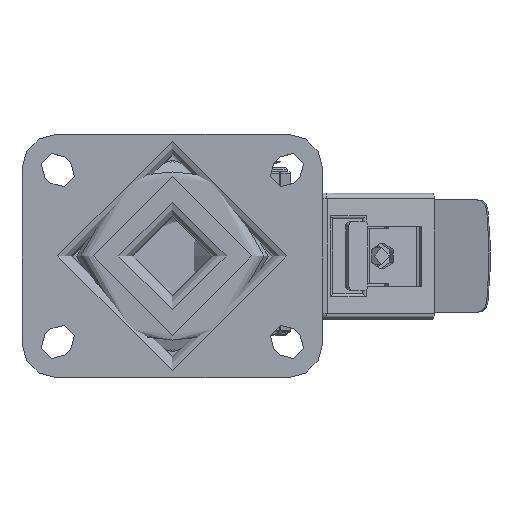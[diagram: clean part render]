
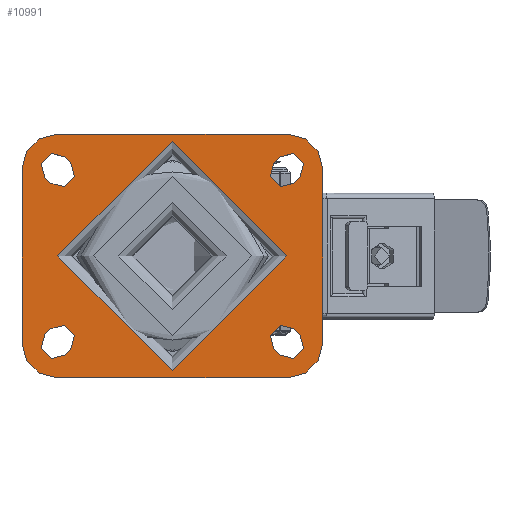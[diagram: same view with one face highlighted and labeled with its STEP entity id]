
A CAD part, top view. The second image highlights one B-rep face of the part: STEP entity #10991.
In plain terms, the highlighted planar face has unit normal (0, 0, 1).
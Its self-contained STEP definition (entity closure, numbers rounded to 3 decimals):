
#602=FACE_BOUND('',#3856,.T.);
#603=FACE_BOUND('',#3857,.T.);
#604=FACE_BOUND('',#3858,.T.);
#605=FACE_BOUND('',#3859,.T.);
#606=FACE_BOUND('',#3860,.T.);
#673=PLANE('',#11945);
#1099=LINE('',#16648,#2086);
#1100=LINE('',#16649,#2087);
#1101=LINE('',#16650,#2088);
#1102=LINE('',#16651,#2089);
#1103=LINE('',#16652,#2090);
#1104=LINE('',#16653,#2091);
#1105=LINE('',#16654,#2092);
#1106=LINE('',#16655,#2093);
#1107=LINE('',#16656,#2094);
#1108=LINE('',#16657,#2095);
#1109=LINE('',#16658,#2096);
#1110=LINE('',#16659,#2097);
#2086=VECTOR('',#13309,1000.);
#2087=VECTOR('',#13310,1000.);
#2088=VECTOR('',#13311,1000.);
#2089=VECTOR('',#13312,1000.);
#2090=VECTOR('',#13313,1000.);
#2091=VECTOR('',#13314,1000.);
#2092=VECTOR('',#13315,1000.);
#2093=VECTOR('',#13316,1000.);
#2094=VECTOR('',#13317,1000.);
#2095=VECTOR('',#13318,1000.);
#2096=VECTOR('',#13319,1000.);
#2097=VECTOR('',#13320,1000.);
#3221=FACE_OUTER_BOUND('',#3855,.T.);
#3855=EDGE_LOOP('',(#7868,#7869,#7870,#7871,#7872,#7873,#7874,#7875));
#3856=EDGE_LOOP('',(#7876,#7877,#7878,#7879));
#3857=EDGE_LOOP('',(#7880,#7881,#7882,#7883));
#3858=EDGE_LOOP('',(#7884,#7885,#7886,#7887));
#3859=EDGE_LOOP('',(#7888,#7889,#7890,#7891));
#3860=EDGE_LOOP('',(#7892));
#4540=CIRCLE('',#11828,5.125);
#4541=CIRCLE('',#11830,5.125);
#4544=CIRCLE('',#11834,5.125);
#4545=CIRCLE('',#11836,5.125);
#4547=CIRCLE('',#11839,5.125);
#4550=CIRCLE('',#11843,5.125);
#4551=CIRCLE('',#11845,5.125);
#4554=CIRCLE('',#11849,5.125);
#4555=CIRCLE('',#11851,12.);
#4557=CIRCLE('',#11854,12.);
#4559=CIRCLE('',#11857,12.);
#4561=CIRCLE('',#11860,12.);
#4632=CIRCLE('',#11942,40.);
#4985=VERTEX_POINT('',#16293);
#4986=VERTEX_POINT('',#16295);
#4987=VERTEX_POINT('',#16299);
#4988=VERTEX_POINT('',#16300);
#4993=VERTEX_POINT('',#16311);
#4994=VERTEX_POINT('',#16313);
#4995=VERTEX_POINT('',#16317);
#4996=VERTEX_POINT('',#16318);
#4999=VERTEX_POINT('',#16326);
#5000=VERTEX_POINT('',#16327);
#5005=VERTEX_POINT('',#16338);
#5006=VERTEX_POINT('',#16340);
#5007=VERTEX_POINT('',#16344);
#5008=VERTEX_POINT('',#16345);
#5013=VERTEX_POINT('',#16356);
#5014=VERTEX_POINT('',#16358);
#5015=VERTEX_POINT('',#16362);
#5016=VERTEX_POINT('',#16363);
#5019=VERTEX_POINT('',#16371);
#5020=VERTEX_POINT('',#16372);
#5023=VERTEX_POINT('',#16380);
#5024=VERTEX_POINT('',#16381);
#5027=VERTEX_POINT('',#16389);
#5028=VERTEX_POINT('',#16390);
#5143=VERTEX_POINT('',#16642);
#6039=EDGE_CURVE('',#4986,#4985,#4540,.T.);
#6041=EDGE_CURVE('',#4987,#4988,#4541,.T.);
#6047=EDGE_CURVE('',#4994,#4993,#4544,.T.);
#6049=EDGE_CURVE('',#4995,#4996,#4545,.T.);
#6053=EDGE_CURVE('',#4999,#5000,#4547,.T.);
#6059=EDGE_CURVE('',#5006,#5005,#4550,.T.);
#6061=EDGE_CURVE('',#5007,#5008,#4551,.T.);
#6067=EDGE_CURVE('',#5014,#5013,#4554,.T.);
#6069=EDGE_CURVE('',#5015,#5016,#4555,.T.);
#6073=EDGE_CURVE('',#5019,#5020,#4557,.T.);
#6077=EDGE_CURVE('',#5023,#5024,#4559,.T.);
#6081=EDGE_CURVE('',#5027,#5028,#4561,.T.);
#6207=EDGE_CURVE('',#5143,#5143,#4632,.T.);
#6210=EDGE_CURVE('',#5024,#5027,#1099,.T.);
#6211=EDGE_CURVE('',#5020,#5023,#1100,.T.);
#6212=EDGE_CURVE('',#5016,#5019,#1101,.T.);
#6213=EDGE_CURVE('',#5028,#5015,#1102,.T.);
#6214=EDGE_CURVE('',#4985,#4987,#1103,.T.);
#6215=EDGE_CURVE('',#4988,#4986,#1104,.T.);
#6216=EDGE_CURVE('',#4993,#4995,#1105,.T.);
#6217=EDGE_CURVE('',#4996,#4994,#1106,.T.);
#6218=EDGE_CURVE('',#5000,#5006,#1107,.T.);
#6219=EDGE_CURVE('',#5005,#4999,#1108,.T.);
#6220=EDGE_CURVE('',#5008,#5014,#1109,.T.);
#6221=EDGE_CURVE('',#5013,#5007,#1110,.T.);
#7868=ORIENTED_EDGE('',*,*,#6081,.F.);
#7869=ORIENTED_EDGE('',*,*,#6210,.F.);
#7870=ORIENTED_EDGE('',*,*,#6077,.F.);
#7871=ORIENTED_EDGE('',*,*,#6211,.F.);
#7872=ORIENTED_EDGE('',*,*,#6073,.F.);
#7873=ORIENTED_EDGE('',*,*,#6212,.F.);
#7874=ORIENTED_EDGE('',*,*,#6069,.F.);
#7875=ORIENTED_EDGE('',*,*,#6213,.F.);
#7876=ORIENTED_EDGE('',*,*,#6214,.T.);
#7877=ORIENTED_EDGE('',*,*,#6041,.T.);
#7878=ORIENTED_EDGE('',*,*,#6215,.T.);
#7879=ORIENTED_EDGE('',*,*,#6039,.T.);
#7880=ORIENTED_EDGE('',*,*,#6216,.T.);
#7881=ORIENTED_EDGE('',*,*,#6049,.T.);
#7882=ORIENTED_EDGE('',*,*,#6217,.T.);
#7883=ORIENTED_EDGE('',*,*,#6047,.T.);
#7884=ORIENTED_EDGE('',*,*,#6218,.T.);
#7885=ORIENTED_EDGE('',*,*,#6059,.T.);
#7886=ORIENTED_EDGE('',*,*,#6219,.T.);
#7887=ORIENTED_EDGE('',*,*,#6053,.T.);
#7888=ORIENTED_EDGE('',*,*,#6220,.T.);
#7889=ORIENTED_EDGE('',*,*,#6067,.T.);
#7890=ORIENTED_EDGE('',*,*,#6221,.T.);
#7891=ORIENTED_EDGE('',*,*,#6061,.T.);
#7892=ORIENTED_EDGE('',*,*,#6207,.F.);
#10991=ADVANCED_FACE('',(#3221,#602,#603,#604,#605,#606),#673,.T.);
#11828=AXIS2_PLACEMENT_3D('',#16296,#12997,#12998);
#11830=AXIS2_PLACEMENT_3D('',#16301,#13002,#13003);
#11834=AXIS2_PLACEMENT_3D('',#16314,#13013,#13014);
#11836=AXIS2_PLACEMENT_3D('',#16319,#13018,#13019);
#11839=AXIS2_PLACEMENT_3D('',#16328,#13026,#13027);
#11843=AXIS2_PLACEMENT_3D('',#16341,#13037,#13038);
#11845=AXIS2_PLACEMENT_3D('',#16346,#13042,#13043);
#11849=AXIS2_PLACEMENT_3D('',#16359,#13053,#13054);
#11851=AXIS2_PLACEMENT_3D('',#16364,#13058,#13059);
#11854=AXIS2_PLACEMENT_3D('',#16373,#13066,#13067);
#11857=AXIS2_PLACEMENT_3D('',#16382,#13074,#13075);
#11860=AXIS2_PLACEMENT_3D('',#16391,#13082,#13083);
#11942=AXIS2_PLACEMENT_3D('',#16643,#13301,#13302);
#11945=AXIS2_PLACEMENT_3D('',#16647,#13307,#13308);
#12997=DIRECTION('center_axis',(0.,0.,-1.));
#12998=DIRECTION('ref_axis',(-1.,0.,0.));
#13002=DIRECTION('center_axis',(0.,0.,-1.));
#13003=DIRECTION('ref_axis',(-1.,0.,0.));
#13013=DIRECTION('center_axis',(0.,0.,-1.));
#13014=DIRECTION('ref_axis',(-1.,0.,0.));
#13018=DIRECTION('center_axis',(0.,0.,-1.));
#13019=DIRECTION('ref_axis',(-1.,0.,0.));
#13026=DIRECTION('center_axis',(0.,0.,-1.));
#13027=DIRECTION('ref_axis',(1.,0.,0.));
#13037=DIRECTION('center_axis',(0.,0.,-1.));
#13038=DIRECTION('ref_axis',(1.,0.,0.));
#13042=DIRECTION('center_axis',(0.,0.,-1.));
#13043=DIRECTION('ref_axis',(1.,0.,0.));
#13053=DIRECTION('center_axis',(0.,0.,-1.));
#13054=DIRECTION('ref_axis',(1.,0.,0.));
#13058=DIRECTION('center_axis',(0.,0.,-1.));
#13059=DIRECTION('ref_axis',(-0.707,0.707,0.));
#13066=DIRECTION('center_axis',(0.,0.,-1.));
#13067=DIRECTION('ref_axis',(0.707,0.707,0.));
#13074=DIRECTION('center_axis',(0.,0.,-1.));
#13075=DIRECTION('ref_axis',(0.707,-0.707,0.));
#13082=DIRECTION('center_axis',(0.,0.,-1.));
#13083=DIRECTION('ref_axis',(-0.707,-0.707,0.));
#13301=DIRECTION('center_axis',(0.,0.,1.));
#13302=DIRECTION('ref_axis',(1.,0.,0.));
#13307=DIRECTION('center_axis',(0.,0.,1.));
#13308=DIRECTION('ref_axis',(1.,0.,0.));
#13309=DIRECTION('',(-1.,0.,0.));
#13310=DIRECTION('',(0.,-1.,0.));
#13311=DIRECTION('',(1.,0.,0.));
#13312=DIRECTION('',(0.,1.,0.));
#13313=DIRECTION('',(-0.707,0.707,0.));
#13314=DIRECTION('',(0.707,-0.707,0.));
#13315=DIRECTION('',(-0.707,-0.707,0.));
#13316=DIRECTION('',(0.707,0.707,0.));
#13317=DIRECTION('',(-0.707,-0.707,0.));
#13318=DIRECTION('',(0.707,0.707,0.));
#13319=DIRECTION('',(-0.707,0.707,0.));
#13320=DIRECTION('',(0.707,-0.707,0.));
#16293=CARTESIAN_POINT('',(37.26,-34.508,0.));
#16295=CARTESIAN_POINT('',(44.508,-27.26,0.));
#16296=CARTESIAN_POINT('Origin',(40.884,-30.884,0.));
#16299=CARTESIAN_POINT('',(35.492,-32.74,0.));
#16300=CARTESIAN_POINT('',(42.74,-25.492,0.));
#16301=CARTESIAN_POINT('Origin',(39.116,-29.116,0.));
#16311=CARTESIAN_POINT('',(44.508,27.26,0.));
#16313=CARTESIAN_POINT('',(37.26,34.508,0.));
#16314=CARTESIAN_POINT('Origin',(40.884,30.884,0.));
#16317=CARTESIAN_POINT('',(42.74,25.492,0.));
#16318=CARTESIAN_POINT('',(35.492,32.74,0.));
#16319=CARTESIAN_POINT('Origin',(39.116,29.116,0.));
#16326=CARTESIAN_POINT('',(-42.74,-25.492,0.));
#16327=CARTESIAN_POINT('',(-35.492,-32.74,0.));
#16328=CARTESIAN_POINT('Origin',(-39.116,-29.116,0.));
#16338=CARTESIAN_POINT('',(-44.508,-27.26,0.));
#16340=CARTESIAN_POINT('',(-37.26,-34.508,0.));
#16341=CARTESIAN_POINT('Origin',(-40.884,-30.884,0.));
#16344=CARTESIAN_POINT('',(-35.492,32.74,0.));
#16345=CARTESIAN_POINT('',(-42.74,25.492,0.));
#16346=CARTESIAN_POINT('Origin',(-39.116,29.116,0.));
#16356=CARTESIAN_POINT('',(-37.26,34.508,0.));
#16358=CARTESIAN_POINT('',(-44.508,27.26,0.));
#16359=CARTESIAN_POINT('Origin',(-40.884,30.884,0.));
#16362=CARTESIAN_POINT('',(-52.5,30.5,0.));
#16363=CARTESIAN_POINT('',(-40.5,42.5,0.));
#16364=CARTESIAN_POINT('Origin',(-40.5,30.5,0.));
#16371=CARTESIAN_POINT('',(40.5,42.5,0.));
#16372=CARTESIAN_POINT('',(52.5,30.5,0.));
#16373=CARTESIAN_POINT('Origin',(40.5,30.5,0.));
#16380=CARTESIAN_POINT('',(52.5,-30.5,0.));
#16381=CARTESIAN_POINT('',(40.5,-42.5,0.));
#16382=CARTESIAN_POINT('Origin',(40.5,-30.5,0.));
#16389=CARTESIAN_POINT('',(-40.5,-42.5,0.));
#16390=CARTESIAN_POINT('',(-52.5,-30.5,0.));
#16391=CARTESIAN_POINT('Origin',(-40.5,-30.5,0.));
#16642=CARTESIAN_POINT('',(40.,0.,0.));
#16643=CARTESIAN_POINT('Origin',(0.,0.,0.));
#16647=CARTESIAN_POINT('Origin',(0.,0.,0.));
#16648=CARTESIAN_POINT('',(52.5,-42.5,0.));
#16649=CARTESIAN_POINT('',(52.5,42.5,0.));
#16650=CARTESIAN_POINT('',(-52.5,42.5,0.));
#16651=CARTESIAN_POINT('',(-52.5,-42.5,0.));
#16652=CARTESIAN_POINT('',(37.26,-34.508,0.));
#16653=CARTESIAN_POINT('',(44.508,-27.26,0.));
#16654=CARTESIAN_POINT('',(44.508,27.26,0.));
#16655=CARTESIAN_POINT('',(37.26,34.508,0.));
#16656=CARTESIAN_POINT('',(-37.26,-34.508,0.));
#16657=CARTESIAN_POINT('',(-44.508,-27.26,0.));
#16658=CARTESIAN_POINT('',(-44.508,27.26,0.));
#16659=CARTESIAN_POINT('',(-37.26,34.508,0.));
